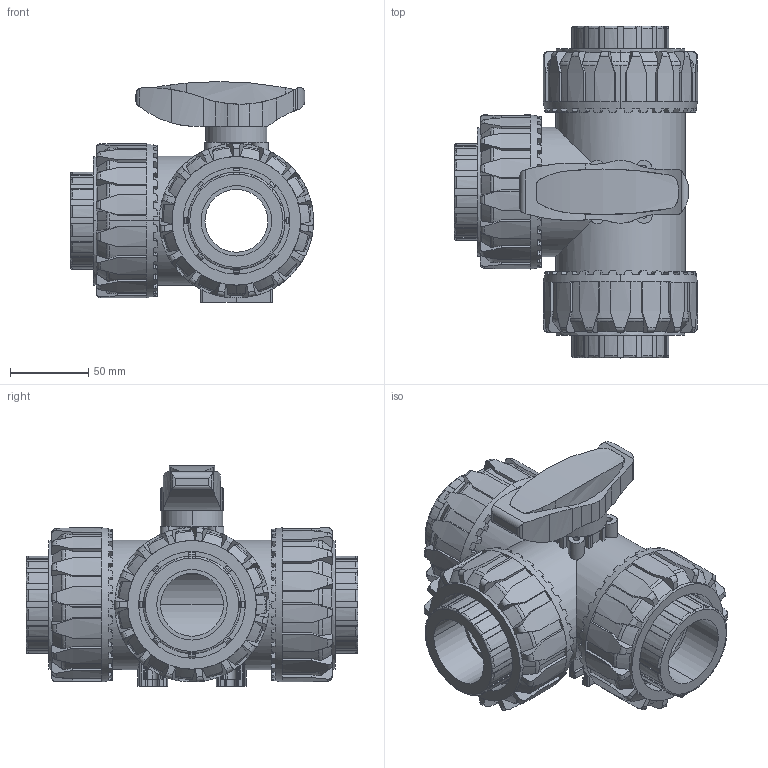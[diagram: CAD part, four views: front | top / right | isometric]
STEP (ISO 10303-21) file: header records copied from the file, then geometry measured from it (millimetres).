
FILE_DESCRIPTION(('STEP AP214'),'1');
FILE_NAME('tkdfm112e.stp','2018-03-06T13:02:00',('TraceParts'),('TraceParts S.A.'),'Spatial InterOp 3D',' ',' ');
FILE_SCHEMA(('automotive_design'));
Length unit declared in the file: millimetre
Products named in the file (8): tkdfm112e_1; tkdfm112e_2; tkdfm112e_3; tkdfm112e_4; TKDFM112E|ENDFV112:3#ENDFV112;Solido1; TKDFM112E|ENDFV112:1#ENDFV112;Solido1; TKDFM112E|ENDFV112:2#ENDFV112;Solido1; tkdfm112e_8
Bounding box: 154.85 x 211.4 x 140.72 mm (x, y, z)
Volume: 1198359.3 mm3; surface area: 250169.4 mm2
Topology: 8 solids, 8 shells, 1694 faces, 4859 edges, 3194 vertices
Faces by surface type: plane 1065, cylinder 473, torus 102, cone 54
Entity records: 71930 total; most frequent: CARTESIAN_POINT 12819, DIRECTION 9969, ORIENTED_EDGE 9718, EDGE_CURVE 4859, AXIS2_PLACEMENT_3D 3897, VERTEX_POINT 3194, LINE 2175, VECTOR 2175
